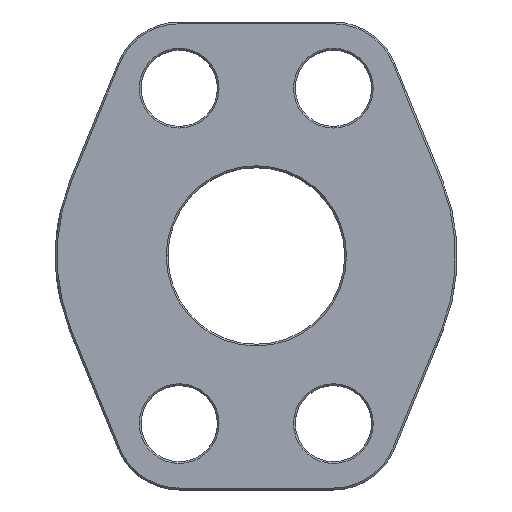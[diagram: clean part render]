
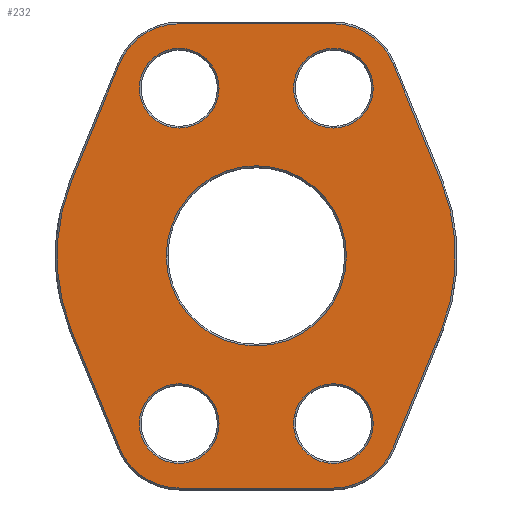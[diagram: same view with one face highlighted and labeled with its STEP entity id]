
A CAD part, top view. The second image highlights one B-rep face of the part: STEP entity #232.
In plain terms, the highlighted planar face has unit normal (0, 0, 1).
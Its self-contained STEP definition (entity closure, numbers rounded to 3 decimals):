
#184=PLANE('',#1128);
#232=ADVANCED_FACE('',(#312,#313,#314,#315,#316,#317),#184,.T.);
#312=FACE_BOUND('',#401,.T.);
#313=FACE_BOUND('',#402,.T.);
#314=FACE_BOUND('',#403,.T.);
#315=FACE_BOUND('',#404,.T.);
#316=FACE_BOUND('',#405,.T.);
#317=FACE_BOUND('',#406,.T.);
#401=EDGE_LOOP('',(#637));
#402=EDGE_LOOP('',(#638));
#403=EDGE_LOOP('',(#639));
#404=EDGE_LOOP('',(#640));
#405=EDGE_LOOP('',(#641));
#406=EDGE_LOOP('',(#642,#643,#644,#645,#646,#647,#648,#649,#650,#651,#652,
#653));
#478=CIRCLE('',#1117,26.);
#479=CIRCLE('',#1118,11.5);
#480=CIRCLE('',#1119,11.5);
#481=CIRCLE('',#1120,11.5);
#482=CIRCLE('',#1121,11.5);
#483=CIRCLE('',#1122,18.6);
#484=CIRCLE('',#1123,57.5);
#485=CIRCLE('',#1124,18.6);
#486=CIRCLE('',#1125,18.6);
#487=CIRCLE('',#1126,57.5);
#488=CIRCLE('',#1127,18.6);
#637=ORIENTED_EDGE('',*,*,#885,.T.);
#638=ORIENTED_EDGE('',*,*,#886,.T.);
#639=ORIENTED_EDGE('',*,*,#887,.T.);
#640=ORIENTED_EDGE('',*,*,#888,.T.);
#641=ORIENTED_EDGE('',*,*,#889,.T.);
#642=ORIENTED_EDGE('',*,*,#890,.T.);
#643=ORIENTED_EDGE('',*,*,#891,.T.);
#644=ORIENTED_EDGE('',*,*,#892,.T.);
#645=ORIENTED_EDGE('',*,*,#893,.T.);
#646=ORIENTED_EDGE('',*,*,#894,.T.);
#647=ORIENTED_EDGE('',*,*,#895,.T.);
#648=ORIENTED_EDGE('',*,*,#896,.T.);
#649=ORIENTED_EDGE('',*,*,#897,.T.);
#650=ORIENTED_EDGE('',*,*,#898,.T.);
#651=ORIENTED_EDGE('',*,*,#899,.T.);
#652=ORIENTED_EDGE('',*,*,#900,.T.);
#653=ORIENTED_EDGE('',*,*,#901,.T.);
#781=VERTEX_POINT('',#1670);
#782=VERTEX_POINT('',#1672);
#783=VERTEX_POINT('',#1674);
#784=VERTEX_POINT('',#1676);
#785=VERTEX_POINT('',#1678);
#786=VERTEX_POINT('',#1680);
#787=VERTEX_POINT('',#1681);
#788=VERTEX_POINT('',#1683);
#789=VERTEX_POINT('',#1685);
#790=VERTEX_POINT('',#1687);
#791=VERTEX_POINT('',#1689);
#792=VERTEX_POINT('',#1691);
#793=VERTEX_POINT('',#1693);
#794=VERTEX_POINT('',#1695);
#795=VERTEX_POINT('',#1697);
#796=VERTEX_POINT('',#1699);
#797=VERTEX_POINT('',#1701);
#885=EDGE_CURVE('',#781,#781,#478,.T.);
#886=EDGE_CURVE('',#782,#782,#479,.T.);
#887=EDGE_CURVE('',#783,#783,#480,.T.);
#888=EDGE_CURVE('',#784,#784,#481,.T.);
#889=EDGE_CURVE('',#785,#785,#482,.T.);
#890=EDGE_CURVE('',#786,#787,#959,.T.);
#891=EDGE_CURVE('',#787,#788,#483,.T.);
#892=EDGE_CURVE('',#788,#789,#960,.T.);
#893=EDGE_CURVE('',#789,#790,#484,.T.);
#894=EDGE_CURVE('',#790,#791,#961,.T.);
#895=EDGE_CURVE('',#791,#792,#485,.T.);
#896=EDGE_CURVE('',#792,#793,#962,.T.);
#897=EDGE_CURVE('',#793,#794,#486,.T.);
#898=EDGE_CURVE('',#794,#795,#963,.T.);
#899=EDGE_CURVE('',#795,#796,#487,.T.);
#900=EDGE_CURVE('',#796,#797,#964,.T.);
#901=EDGE_CURVE('',#797,#786,#488,.T.);
#959=LINE('',#1679,#1019);
#960=LINE('',#1684,#1020);
#961=LINE('',#1688,#1021);
#962=LINE('',#1692,#1022);
#963=LINE('',#1696,#1023);
#964=LINE('',#1700,#1024);
#1019=VECTOR('',#1367,1.);
#1020=VECTOR('',#1370,1.);
#1021=VECTOR('',#1373,1.);
#1022=VECTOR('',#1376,1.);
#1023=VECTOR('',#1379,1.);
#1024=VECTOR('',#1382,1.);
#1117=AXIS2_PLACEMENT_3D('',#1669,#1357,#1358);
#1118=AXIS2_PLACEMENT_3D('',#1671,#1359,#1360);
#1119=AXIS2_PLACEMENT_3D('',#1673,#1361,#1362);
#1120=AXIS2_PLACEMENT_3D('',#1675,#1363,#1364);
#1121=AXIS2_PLACEMENT_3D('',#1677,#1365,#1366);
#1122=AXIS2_PLACEMENT_3D('',#1682,#1368,#1369);
#1123=AXIS2_PLACEMENT_3D('',#1686,#1371,#1372);
#1124=AXIS2_PLACEMENT_3D('',#1690,#1374,#1375);
#1125=AXIS2_PLACEMENT_3D('',#1694,#1377,#1378);
#1126=AXIS2_PLACEMENT_3D('',#1698,#1380,#1381);
#1127=AXIS2_PLACEMENT_3D('',#1702,#1383,#1384);
#1128=AXIS2_PLACEMENT_3D('',#1703,#1385,#1386);
#1357=DIRECTION('',(0.,0.,-1.));
#1358=DIRECTION('',(0.,-1.,0.));
#1359=DIRECTION('',(0.,0.,-1.));
#1360=DIRECTION('',(0.,-1.,0.));
#1361=DIRECTION('',(0.,0.,-1.));
#1362=DIRECTION('',(0.,-1.,0.));
#1363=DIRECTION('',(0.,0.,-1.));
#1364=DIRECTION('',(0.,-1.,0.));
#1365=DIRECTION('',(0.,0.,-1.));
#1366=DIRECTION('',(0.,-1.,0.));
#1367=DIRECTION('',(-1.,0.,0.));
#1368=DIRECTION('',(0.,0.,1.));
#1369=DIRECTION('',(0.,-1.,0.));
#1370=DIRECTION('',(-0.378,-0.926,0.));
#1371=DIRECTION('',(0.,0.,1.));
#1372=DIRECTION('',(0.,-1.,0.));
#1373=DIRECTION('',(0.378,-0.926,0.));
#1374=DIRECTION('',(0.,0.,1.));
#1375=DIRECTION('',(0.,-1.,0.));
#1376=DIRECTION('',(1.,0.,0.));
#1377=DIRECTION('',(0.,0.,1.));
#1378=DIRECTION('',(0.,-1.,0.));
#1379=DIRECTION('',(0.378,0.926,0.));
#1380=DIRECTION('',(0.,0.,1.));
#1381=DIRECTION('',(0.,-1.,0.));
#1382=DIRECTION('',(-0.378,0.926,0.));
#1383=DIRECTION('',(0.,0.,1.));
#1384=DIRECTION('',(0.,-1.,0.));
#1385=DIRECTION('',(0.,0.,1.));
#1386=DIRECTION('',(0.,-1.,0.));
#1669=CARTESIAN_POINT('',(0.,0.,36.));
#1670=CARTESIAN_POINT('',(0.,-26.,36.));
#1671=CARTESIAN_POINT('',(-22.25,-48.4,36.));
#1672=CARTESIAN_POINT('',(-22.25,-59.9,36.));
#1673=CARTESIAN_POINT('',(22.25,-48.4,36.));
#1674=CARTESIAN_POINT('',(22.25,-59.9,36.));
#1675=CARTESIAN_POINT('',(22.25,48.4,36.));
#1676=CARTESIAN_POINT('',(22.25,36.9,36.));
#1677=CARTESIAN_POINT('',(-22.25,48.4,36.));
#1678=CARTESIAN_POINT('',(-22.25,36.9,36.));
#1679=CARTESIAN_POINT('',(-22.25,67.,36.));
#1680=CARTESIAN_POINT('',(22.25,67.,36.));
#1681=CARTESIAN_POINT('',(-22.25,67.,36.));
#1682=CARTESIAN_POINT('',(-22.25,48.4,36.));
#1683=CARTESIAN_POINT('',(-39.469,55.433,36.));
#1684=CARTESIAN_POINT('',(-53.23,21.743,36.));
#1685=CARTESIAN_POINT('',(-53.23,21.743,36.));
#1686=CARTESIAN_POINT('',(0.,0.,36.));
#1687=CARTESIAN_POINT('',(-53.23,-21.743,36.));
#1688=CARTESIAN_POINT('',(-39.469,-55.433,36.));
#1689=CARTESIAN_POINT('',(-39.469,-55.433,36.));
#1690=CARTESIAN_POINT('',(-22.25,-48.4,36.));
#1691=CARTESIAN_POINT('',(-22.25,-67.,36.));
#1692=CARTESIAN_POINT('',(22.25,-67.,36.));
#1693=CARTESIAN_POINT('',(22.25,-67.,36.));
#1694=CARTESIAN_POINT('',(22.25,-48.4,36.));
#1695=CARTESIAN_POINT('',(39.469,-55.433,36.));
#1696=CARTESIAN_POINT('',(53.23,-21.743,36.));
#1697=CARTESIAN_POINT('',(53.23,-21.743,36.));
#1698=CARTESIAN_POINT('',(0.,0.,36.));
#1699=CARTESIAN_POINT('',(53.23,21.743,36.));
#1700=CARTESIAN_POINT('',(39.469,55.433,36.));
#1701=CARTESIAN_POINT('',(39.469,55.433,36.));
#1702=CARTESIAN_POINT('',(22.25,48.4,36.));
#1703=CARTESIAN_POINT('',(63.8,-70.,36.));
